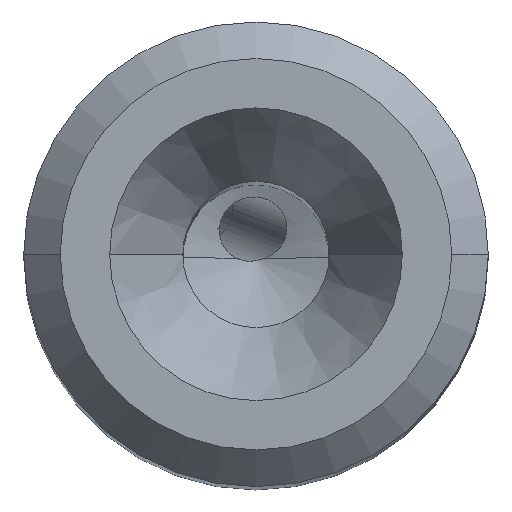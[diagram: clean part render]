
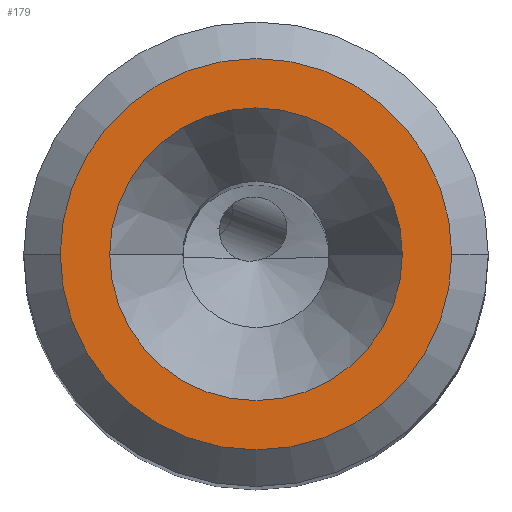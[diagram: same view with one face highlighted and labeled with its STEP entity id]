
A CAD part, top view. The second image highlights one B-rep face of the part: STEP entity #179.
In plain terms, the highlighted planar face has unit normal (0, 0, 1).
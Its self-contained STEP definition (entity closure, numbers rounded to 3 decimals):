
#74=FACE_BOUND('',#401,.T.);
#75=FACE_BOUND('',#402,.T.);
#179=ADVANCED_FACE('',(#74,#75),#245,.T.);
#245=PLANE('',#2275);
#401=EDGE_LOOP('',(#1088,#1089));
#402=EDGE_LOOP('',(#1090,#1091));
#671=CIRCLE('',#2267,5.35);
#672=CIRCLE('',#2269,5.35);
#674=CIRCLE('',#2273,4.);
#675=CIRCLE('',#2274,4.);
#1088=ORIENTED_EDGE('',*,*,#1778,.F.);
#1089=ORIENTED_EDGE('',*,*,#1780,.F.);
#1090=ORIENTED_EDGE('',*,*,#1782,.F.);
#1091=ORIENTED_EDGE('',*,*,#1783,.F.);
#1510=VERTEX_POINT('',#4191);
#1511=VERTEX_POINT('',#4193);
#1512=VERTEX_POINT('',#4201);
#1513=VERTEX_POINT('',#4202);
#1778=EDGE_CURVE('',#1510,#1511,#671,.T.);
#1780=EDGE_CURVE('',#1511,#1510,#672,.T.);
#1782=EDGE_CURVE('',#1512,#1513,#674,.T.);
#1783=EDGE_CURVE('',#1513,#1512,#675,.T.);
#2267=AXIS2_PLACEMENT_3D('',#4192,#2687,#2688);
#2269=AXIS2_PLACEMENT_3D('',#4196,#2692,#2693);
#2273=AXIS2_PLACEMENT_3D('',#4200,#2700,#2701);
#2274=AXIS2_PLACEMENT_3D('',#4203,#2702,#2703);
#2275=AXIS2_PLACEMENT_3D('',#4204,#2704,#2705);
#2687=DIRECTION('',(0.,0.,-1.));
#2688=DIRECTION('',(-1.,0.,0.));
#2692=DIRECTION('',(0.,0.,-1.));
#2693=DIRECTION('',(1.,0.,0.));
#2700=DIRECTION('',(0.,0.,1.));
#2701=DIRECTION('',(-1.,0.,0.));
#2702=DIRECTION('',(0.,0.,1.));
#2703=DIRECTION('',(1.,0.,0.));
#2704=DIRECTION('',(0.,0.,1.));
#2705=DIRECTION('',(1.,0.,0.));
#4191=CARTESIAN_POINT('',(-5.35,0.,0.));
#4192=CARTESIAN_POINT('',(0.,0.,0.));
#4193=CARTESIAN_POINT('',(5.35,0.,0.));
#4196=CARTESIAN_POINT('',(0.,0.,0.));
#4200=CARTESIAN_POINT('',(0.,0.,0.));
#4201=CARTESIAN_POINT('',(-4.,0.,0.));
#4202=CARTESIAN_POINT('',(4.,0.,0.));
#4203=CARTESIAN_POINT('',(0.,0.,0.));
#4204=CARTESIAN_POINT('',(0.,0.,0.));
